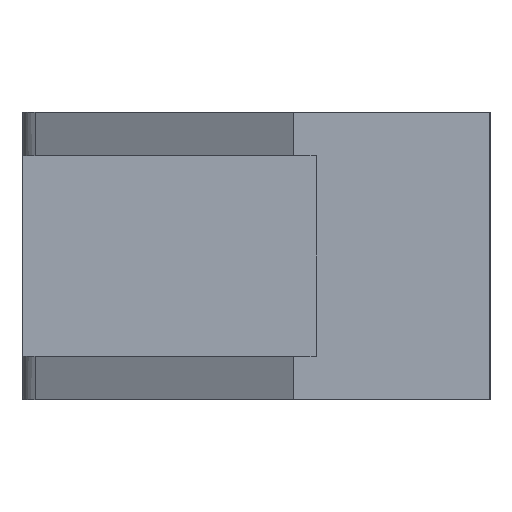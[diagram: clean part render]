
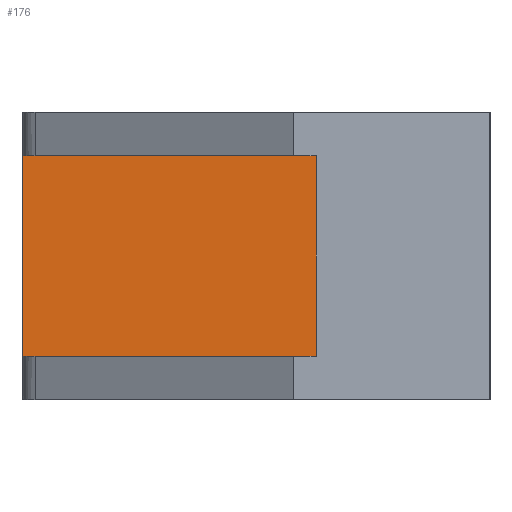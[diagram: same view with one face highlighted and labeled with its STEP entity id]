
A CAD part, left-side view. The second image highlights one B-rep face of the part: STEP entity #176.
In plain terms, the highlighted planar face has unit normal (-1, 0, 0).
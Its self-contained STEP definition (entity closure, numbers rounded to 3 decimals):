
#39 = VERTEX_POINT ( 'NONE', #48 ) ;
#42 = VERTEX_POINT ( 'NONE', #52 ) ;
#48 = CARTESIAN_POINT ( 'NONE',  ( 14., 34.995, -18.25 ) ) ;
#52 = CARTESIAN_POINT ( 'NONE',  ( 14., 13., -18.25 ) ) ;
#176 = ADVANCED_FACE ( 'NONE', ( #546 ), #496, .T. ) ;
#187 = AXIS2_PLACEMENT_3D ( 'NONE', #495, #494, #493 ) ;
#232 = EDGE_CURVE ( 'NONE', #1201, #1202, #848, .T. ) ;
#236 = EDGE_CURVE ( 'NONE', #39, #42, #911, .T. ) ;
#237 = EDGE_CURVE ( 'NONE', #1201, #42, #913, .T. ) ;
#238 = EDGE_CURVE ( 'NONE', #1202, #39, #915, .T. ) ;
#400 = DIRECTION ( 'NONE',  ( 0., 0., -1. ) ) ;
#401 = CARTESIAN_POINT ( 'NONE',  ( 14., 34.995, -10.75 ) ) ;
#403 = DIRECTION ( 'NONE',  ( 0., 0., -1. ) ) ;
#404 = CARTESIAN_POINT ( 'NONE',  ( 14., 13., -10.75 ) ) ;
#405 = DIRECTION ( 'NONE',  ( 0., -1., 0. ) ) ;
#407 = CARTESIAN_POINT ( 'NONE',  ( 14., 24.063, -18.25 ) ) ;
#415 = DIRECTION ( 'NONE',  ( 0., 1., 0. ) ) ;
#416 = CARTESIAN_POINT ( 'NONE',  ( 14., 23.998, -3.25 ) ) ;
#493 = DIRECTION ( 'NONE',  ( 0., 0., 1. ) ) ;
#494 = DIRECTION ( 'NONE',  ( -1., 0., 0. ) ) ;
#495 = CARTESIAN_POINT ( 'NONE',  ( 14., 13., -18.25 ) ) ;
#496 = PLANE ( 'NONE',  #187 ) ;
#546 = FACE_OUTER_BOUND ( 'NONE', #620, .T. ) ;
#620 = EDGE_LOOP ( 'NONE', ( #790, #651, #653, #655 ) ) ;
#651 = ORIENTED_EDGE ( 'NONE', *, *, #237, .F. ) ;
#653 = ORIENTED_EDGE ( 'NONE', *, *, #232, .T. ) ;
#655 = ORIENTED_EDGE ( 'NONE', *, *, #238, .T. ) ;
#790 = ORIENTED_EDGE ( 'NONE', *, *, #236, .T. ) ;
#848 = LINE ( 'NONE', #416, #849 ) ;
#849 = VECTOR ( 'NONE', #415, 1000. ) ;
#911 = LINE ( 'NONE', #407, #912 ) ;
#912 = VECTOR ( 'NONE', #405, 1000. ) ;
#913 = LINE ( 'NONE', #404, #914 ) ;
#914 = VECTOR ( 'NONE', #403, 1000. ) ;
#915 = LINE ( 'NONE', #401, #916 ) ;
#916 = VECTOR ( 'NONE', #400, 1000. ) ;
#1048 = CARTESIAN_POINT ( 'NONE',  ( 14., 13., -3.25 ) ) ;
#1049 = CARTESIAN_POINT ( 'NONE',  ( 14., 34.995, -3.25 ) ) ;
#1201 = VERTEX_POINT ( 'NONE', #1048 ) ;
#1202 = VERTEX_POINT ( 'NONE', #1049 ) ;
